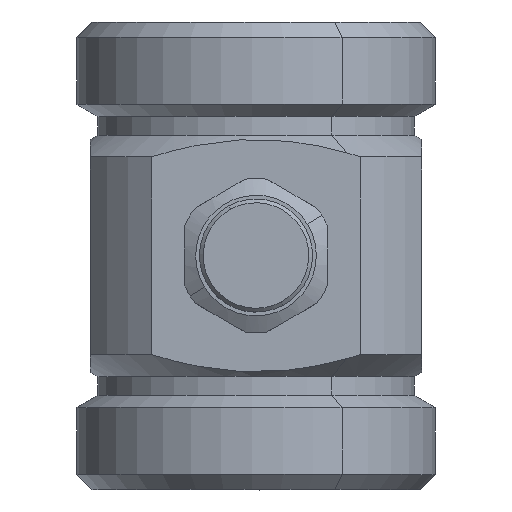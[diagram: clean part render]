
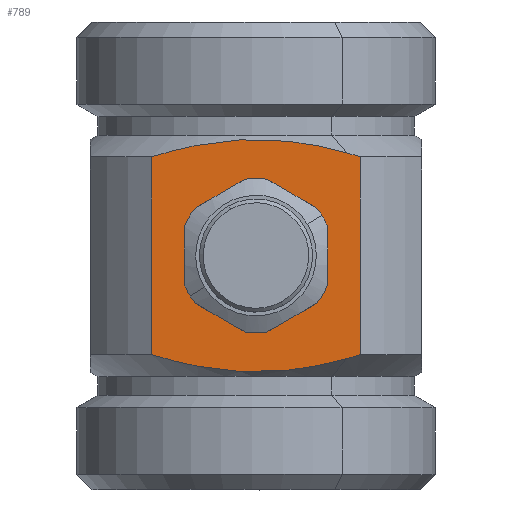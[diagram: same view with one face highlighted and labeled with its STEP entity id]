
A CAD part, top view. The second image highlights one B-rep face of the part: STEP entity #789.
In plain terms, the highlighted planar face has unit normal (0, 0, 1).
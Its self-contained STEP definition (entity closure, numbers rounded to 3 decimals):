
#277=CARTESIAN_POINT('Vertex',(13.856,-13.113,22.)) ;
#281=CARTESIAN_POINT('Control Point',(12.019,-13.651,22.)) ;
#282=CARTESIAN_POINT('Control Point',(12.631,-13.481,22.)) ;
#283=CARTESIAN_POINT('Control Point',(13.244,-13.302,22.)) ;
#284=CARTESIAN_POINT('Control Point',(13.856,-13.113,22.)) ;
#285=CARTESIAN_POINT('Vertex',(12.019,-13.651,22.)) ;
#342=CARTESIAN_POINT('Control Point',(12.019,-13.651,22.)) ;
#343=CARTESIAN_POINT('Control Point',(9.786,-14.269,22.)) ;
#344=CARTESIAN_POINT('Control Point',(7.558,-14.775,22.)) ;
#345=CARTESIAN_POINT('Control Point',(5.347,-15.143,22.)) ;
#346=CARTESIAN_POINT('Control Point',(2.072,-15.46,22.)) ;
#347=CARTESIAN_POINT('Control Point',(-1.196,-15.427,22.)) ;
#348=CARTESIAN_POINT('Control Point',(-2.277,-15.378,22.)) ;
#349=CARTESIAN_POINT('Control Point',(-5.219,-15.14,22.)) ;
#350=CARTESIAN_POINT('Control Point',(-8.184,-14.631,22.)) ;
#351=CARTESIAN_POINT('Control Point',(-10.071,-14.207,22.)) ;
#352=CARTESIAN_POINT('Control Point',(-11.964,-13.695,22.)) ;
#353=CARTESIAN_POINT('Control Point',(-13.856,-13.113,22.)) ;
#354=CARTESIAN_POINT('Vertex',(-13.856,-13.113,22.)) ;
#395=CARTESIAN_POINT('Line Origine',(-13.856,0.,22.)) ;
#399=CARTESIAN_POINT('Vertex',(-13.856,13.113,22.)) ;
#616=CARTESIAN_POINT('Vertex',(13.856,13.113,22.)) ;
#619=CARTESIAN_POINT('Line Origine',(13.856,0.,22.)) ;
#632=CARTESIAN_POINT('Axis2P3D Location',(0.,16.,22.)) ;
#638=CARTESIAN_POINT('Control Point',(12.019,13.651,22.)) ;
#639=CARTESIAN_POINT('Control Point',(12.386,13.549,22.)) ;
#640=CARTESIAN_POINT('Control Point',(12.754,13.444,22.)) ;
#641=CARTESIAN_POINT('Control Point',(13.121,13.337,22.)) ;
#642=CARTESIAN_POINT('Control Point',(13.489,13.226,22.)) ;
#643=CARTESIAN_POINT('Control Point',(13.856,13.113,22.)) ;
#644=CARTESIAN_POINT('Vertex',(12.019,13.651,22.)) ;
#648=CARTESIAN_POINT('Control Point',(12.019,13.651,22.)) ;
#649=CARTESIAN_POINT('Control Point',(11.065,13.915,22.)) ;
#650=CARTESIAN_POINT('Control Point',(10.112,14.158,22.)) ;
#651=CARTESIAN_POINT('Control Point',(9.161,14.38,22.)) ;
#652=CARTESIAN_POINT('Control Point',(6.94,14.841,22.)) ;
#653=CARTESIAN_POINT('Control Point',(4.732,15.161,22.)) ;
#654=CARTESIAN_POINT('Control Point',(3.473,15.296,22.)) ;
#655=CARTESIAN_POINT('Control Point',(1.137,15.45,22.)) ;
#656=CARTESIAN_POINT('Control Point',(-1.196,15.427,22.)) ;
#657=CARTESIAN_POINT('Control Point',(-2.277,15.378,22.)) ;
#658=CARTESIAN_POINT('Control Point',(-4.399,15.206,22.)) ;
#659=CARTESIAN_POINT('Control Point',(-6.533,14.894,22.)) ;
#660=CARTESIAN_POINT('Control Point',(-7.582,14.708,22.)) ;
#661=CARTESIAN_POINT('Control Point',(-9.464,14.32,22.)) ;
#662=CARTESIAN_POINT('Control Point',(-11.354,13.841,22.)) ;
#663=CARTESIAN_POINT('Control Point',(-12.188,13.613,22.)) ;
#664=CARTESIAN_POINT('Control Point',(-13.022,13.37,22.)) ;
#665=CARTESIAN_POINT('Control Point',(-13.856,13.113,22.)) ;
#675=CARTESIAN_POINT('Axis2P3D Location',(0.,0.,22.)) ;
#679=CARTESIAN_POINT('Vertex',(2.188,-9.706,22.)) ;
#681=CARTESIAN_POINT('Vertex',(-2.188,-9.706,22.)) ;
#684=CARTESIAN_POINT('Line Origine',(-4.75,-8.227,22.)) ;
#688=CARTESIAN_POINT('Vertex',(-7.312,-6.748,22.)) ;
#691=CARTESIAN_POINT('Axis2P3D Location',(0.,0.,22.)) ;
#695=CARTESIAN_POINT('Vertex',(-8.497,-5.177,22.)) ;
#698=CARTESIAN_POINT('Axis2P3D Location',(0.,0.,22.)) ;
#702=CARTESIAN_POINT('Vertex',(-9.5,-2.958,22.)) ;
#705=CARTESIAN_POINT('Line Origine',(-9.5,0.,22.)) ;
#709=CARTESIAN_POINT('Vertex',(-9.5,2.958,22.)) ;
#712=CARTESIAN_POINT('Axis2P3D Location',(0.,0.,22.)) ;
#716=CARTESIAN_POINT('Vertex',(-7.312,6.748,22.)) ;
#719=CARTESIAN_POINT('Line Origine',(-4.75,8.227,22.)) ;
#723=CARTESIAN_POINT('Vertex',(-2.188,9.706,22.)) ;
#726=CARTESIAN_POINT('Axis2P3D Location',(0.,0.,22.)) ;
#730=CARTESIAN_POINT('Vertex',(2.188,9.706,22.)) ;
#733=CARTESIAN_POINT('Line Origine',(4.75,8.227,22.)) ;
#737=CARTESIAN_POINT('Vertex',(7.312,6.748,22.)) ;
#740=CARTESIAN_POINT('Axis2P3D Location',(0.,0.,22.)) ;
#744=CARTESIAN_POINT('Vertex',(8.497,5.177,22.)) ;
#747=CARTESIAN_POINT('Axis2P3D Location',(0.,0.,22.)) ;
#751=CARTESIAN_POINT('Vertex',(9.5,2.958,22.)) ;
#754=CARTESIAN_POINT('Line Origine',(9.5,0.,22.)) ;
#758=CARTESIAN_POINT('Vertex',(9.5,-2.958,22.)) ;
#761=CARTESIAN_POINT('Axis2P3D Location',(0.,0.,22.)) ;
#765=CARTESIAN_POINT('Vertex',(7.312,-6.748,22.)) ;
#768=CARTESIAN_POINT('Line Origine',(4.75,-8.227,22.)) ;
#397=VECTOR('Line Direction',#396,1.) ;
#621=VECTOR('Line Direction',#620,1.) ;
#686=VECTOR('Line Direction',#685,1.) ;
#707=VECTOR('Line Direction',#706,1.) ;
#721=VECTOR('Line Direction',#720,1.) ;
#735=VECTOR('Line Direction',#734,1.) ;
#756=VECTOR('Line Direction',#755,1.) ;
#770=VECTOR('Line Direction',#769,1.) ;
#396=DIRECTION('Vector Direction',(0.,1.,0.)) ;
#620=DIRECTION('Vector Direction',(0.,1.,0.)) ;
#633=DIRECTION('Axis2P3D Direction',(-0.,-0.,-1.)) ;
#634=DIRECTION('Axis2P3D XDirection',(0.,-1.,0.)) ;
#676=DIRECTION('Axis2P3D Direction',(-0.,-0.,-1.)) ;
#685=DIRECTION('Vector Direction',(0.866,-0.5,0.)) ;
#692=DIRECTION('Axis2P3D Direction',(-0.,-0.,-1.)) ;
#699=DIRECTION('Axis2P3D Direction',(-0.,-0.,-1.)) ;
#706=DIRECTION('Vector Direction',(0.,-1.,0.)) ;
#713=DIRECTION('Axis2P3D Direction',(-0.,-0.,-1.)) ;
#720=DIRECTION('Vector Direction',(0.866,0.5,0.)) ;
#727=DIRECTION('Axis2P3D Direction',(-0.,-0.,-1.)) ;
#734=DIRECTION('Vector Direction',(-0.866,0.5,0.)) ;
#741=DIRECTION('Axis2P3D Direction',(-0.,-0.,-1.)) ;
#748=DIRECTION('Axis2P3D Direction',(-0.,-0.,-1.)) ;
#755=DIRECTION('Vector Direction',(0.,1.,0.)) ;
#762=DIRECTION('Axis2P3D Direction',(-0.,-0.,-1.)) ;
#769=DIRECTION('Vector Direction',(-0.866,-0.5,0.)) ;
#635=AXIS2_PLACEMENT_3D('Plane Axis2P3D',#632,#633,#634) ;
#677=AXIS2_PLACEMENT_3D('Circle Axis2P3D',#675,#676,$) ;
#693=AXIS2_PLACEMENT_3D('Circle Axis2P3D',#691,#692,$) ;
#700=AXIS2_PLACEMENT_3D('Circle Axis2P3D',#698,#699,$) ;
#714=AXIS2_PLACEMENT_3D('Circle Axis2P3D',#712,#713,$) ;
#728=AXIS2_PLACEMENT_3D('Circle Axis2P3D',#726,#727,$) ;
#742=AXIS2_PLACEMENT_3D('Circle Axis2P3D',#740,#741,$) ;
#749=AXIS2_PLACEMENT_3D('Circle Axis2P3D',#747,#748,$) ;
#763=AXIS2_PLACEMENT_3D('Circle Axis2P3D',#761,#762,$) ;
#398=LINE('Line',#395,#397) ;
#622=LINE('Line',#619,#621) ;
#687=LINE('Line',#684,#686) ;
#708=LINE('Line',#705,#707) ;
#722=LINE('Line',#719,#721) ;
#736=LINE('Line',#733,#735) ;
#757=LINE('Line',#754,#756) ;
#771=LINE('Line',#768,#770) ;
#678=CIRCLE('generated circle',#677,9.95) ;
#694=CIRCLE('generated circle',#693,9.95) ;
#701=CIRCLE('generated circle',#700,9.95) ;
#715=CIRCLE('generated circle',#714,9.95) ;
#729=CIRCLE('generated circle',#728,9.95) ;
#743=CIRCLE('generated circle',#742,9.95) ;
#750=CIRCLE('generated circle',#749,9.95) ;
#764=CIRCLE('generated circle',#763,9.95) ;
#636=PLANE('',#635) ;
#788=FACE_BOUND('',#773,.T.) ;
#287=EDGE_CURVE('',#286,#278,#280,.T.) ;
#356=EDGE_CURVE('',#286,#355,#341,.T.) ;
#401=EDGE_CURVE('',#355,#400,#398,.T.) ;
#623=EDGE_CURVE('',#278,#617,#622,.T.) ;
#646=EDGE_CURVE('',#645,#617,#637,.T.) ;
#666=EDGE_CURVE('',#645,#400,#647,.T.) ;
#683=EDGE_CURVE('',#680,#682,#678,.T.) ;
#690=EDGE_CURVE('',#689,#682,#687,.T.) ;
#697=EDGE_CURVE('',#689,#696,#694,.T.) ;
#704=EDGE_CURVE('',#696,#703,#701,.T.) ;
#711=EDGE_CURVE('',#710,#703,#708,.T.) ;
#718=EDGE_CURVE('',#710,#717,#715,.T.) ;
#725=EDGE_CURVE('',#717,#724,#722,.T.) ;
#732=EDGE_CURVE('',#724,#731,#729,.T.) ;
#739=EDGE_CURVE('',#738,#731,#736,.T.) ;
#746=EDGE_CURVE('',#738,#745,#743,.T.) ;
#753=EDGE_CURVE('',#745,#752,#750,.T.) ;
#760=EDGE_CURVE('',#759,#752,#757,.T.) ;
#767=EDGE_CURVE('',#759,#766,#764,.T.) ;
#772=EDGE_CURVE('',#766,#680,#771,.T.) ;
#668=ORIENTED_EDGE('',*,*,#623,.T.) ;
#669=ORIENTED_EDGE('',*,*,#646,.F.) ;
#670=ORIENTED_EDGE('',*,*,#666,.T.) ;
#671=ORIENTED_EDGE('',*,*,#401,.F.) ;
#672=ORIENTED_EDGE('',*,*,#356,.F.) ;
#673=ORIENTED_EDGE('',*,*,#287,.T.) ;
#774=ORIENTED_EDGE('',*,*,#683,.T.) ;
#775=ORIENTED_EDGE('',*,*,#690,.F.) ;
#776=ORIENTED_EDGE('',*,*,#697,.T.) ;
#777=ORIENTED_EDGE('',*,*,#704,.T.) ;
#778=ORIENTED_EDGE('',*,*,#711,.F.) ;
#779=ORIENTED_EDGE('',*,*,#718,.T.) ;
#780=ORIENTED_EDGE('',*,*,#725,.T.) ;
#781=ORIENTED_EDGE('',*,*,#732,.T.) ;
#782=ORIENTED_EDGE('',*,*,#739,.F.) ;
#783=ORIENTED_EDGE('',*,*,#746,.T.) ;
#784=ORIENTED_EDGE('',*,*,#753,.T.) ;
#785=ORIENTED_EDGE('',*,*,#760,.F.) ;
#786=ORIENTED_EDGE('',*,*,#767,.T.) ;
#787=ORIENTED_EDGE('',*,*,#772,.T.) ;
#667=EDGE_LOOP('',(#668,#669,#670,#671,#672,#673)) ;
#773=EDGE_LOOP('',(#774,#775,#776,#777,#778,#779,#780,#781,#782,#783,#784,#785,#786,#787)) ;
#278=VERTEX_POINT('',#277) ;
#286=VERTEX_POINT('',#285) ;
#355=VERTEX_POINT('',#354) ;
#400=VERTEX_POINT('',#399) ;
#617=VERTEX_POINT('',#616) ;
#645=VERTEX_POINT('',#644) ;
#680=VERTEX_POINT('',#679) ;
#682=VERTEX_POINT('',#681) ;
#689=VERTEX_POINT('',#688) ;
#696=VERTEX_POINT('',#695) ;
#703=VERTEX_POINT('',#702) ;
#710=VERTEX_POINT('',#709) ;
#717=VERTEX_POINT('',#716) ;
#724=VERTEX_POINT('',#723) ;
#731=VERTEX_POINT('',#730) ;
#738=VERTEX_POINT('',#737) ;
#745=VERTEX_POINT('',#744) ;
#752=VERTEX_POINT('',#751) ;
#759=VERTEX_POINT('',#758) ;
#766=VERTEX_POINT('',#765) ;
#789=ADVANCED_FACE('PartBody',(#674,#788),#636,.F.) ;
#280=B_SPLINE_CURVE_WITH_KNOTS('',3,(#281,#282,#283,#284),.UNSPECIFIED.,.F.,.U.,(4,4),(0.,2.636),.UNSPECIFIED.) ;
#341=B_SPLINE_CURVE_WITH_KNOTS('',5,(#342,#343,#344,#345,#346,#347,#348,#349,#350,#351,#352,#353),.UNSPECIFIED.,.F.,.U.,(6,3,3,6),(0.,16.019,23.92,37.493),.UNSPECIFIED.) ;
#637=B_SPLINE_CURVE_WITH_KNOTS('',5,(#638,#639,#640,#641,#642,#643),.UNSPECIFIED.,.F.,.U.,(6,6),(0.,2.636),.UNSPECIFIED.) ;
#647=B_SPLINE_CURVE_WITH_KNOTS('',5,(#648,#649,#650,#651,#652,#653,#654,#655,#656,#657,#658,#659,#660,#661,#662,#663,#664,#665),.UNSPECIFIED.,.F.,.U.,(6,3,3,3,3,6),(0.,6.844,16.019,23.92,31.509,37.493),.UNSPECIFIED.) ;
#674=FACE_OUTER_BOUND('',#667,.T.) ;
